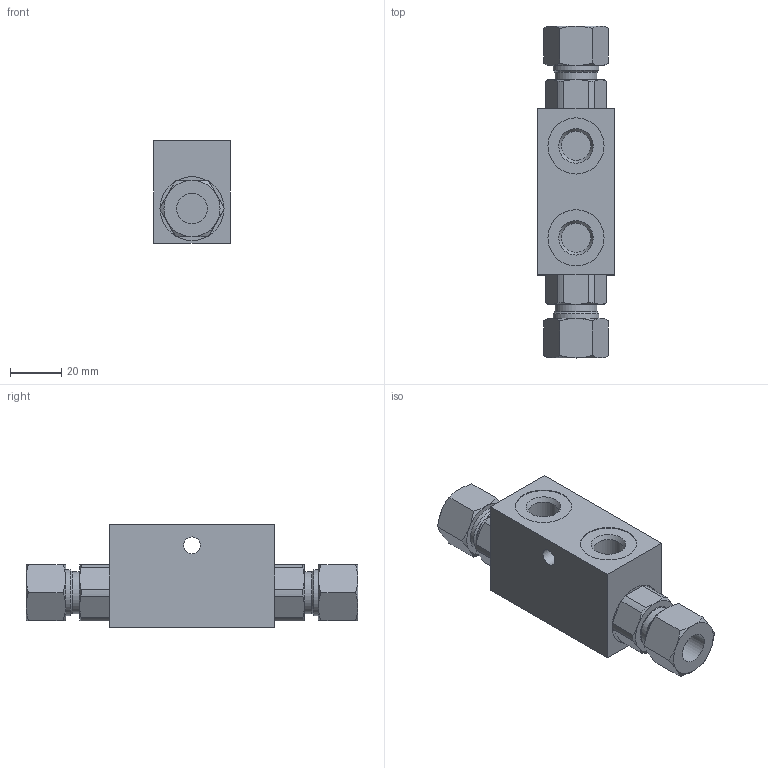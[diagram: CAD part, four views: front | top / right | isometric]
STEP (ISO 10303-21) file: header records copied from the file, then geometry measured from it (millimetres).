
FILE_DESCRIPTION(/* description */ ('Unknown'),/* implementation_level */ '2;1');
FILE_NAME(/* name */ 'V0090',/* time_stamp */ '2022-03-24T12:25:40+01:00',/* author */ ('Unknown'),/* organization */ ('Unknown'),/* preprocessor_version */ 'ST-DEVELOPER v16.7',/* originating_system */ 'DEX',/* authorisation */ $);
FILE_SCHEMA (('AUTOMOTIVE_DESIGN {1 0 10303 214 3 1 1}'));
Length unit declared in the file: millimetre
Products named in the file (1): V0090
Bounding box: 30 x 130 x 40 mm (x, y, z)
Volume: 93355 mm3; surface area: 20846.9 mm2
Topology: 3 solids, 3 shells, 122 faces, 272 edges, 170 vertices
Faces by surface type: plane 48, cone 40, cylinder 30, torus 4
Full cylindrical faces by diameter (mm): 6.647 x2, 11.445 x4, 12 x4, 16.4 x2, 18 x2, 22 x2, 25 x2
Entity records: 4029 total; most frequent: CARTESIAN_POINT 733, DIRECTION 504, ORIENTED_EDGE 462, EDGE_CURVE 231, AXIS2_PLACEMENT_3D 222, EDGE_LOOP 164, FACE_BOUND 164, VERTEX_POINT 155
